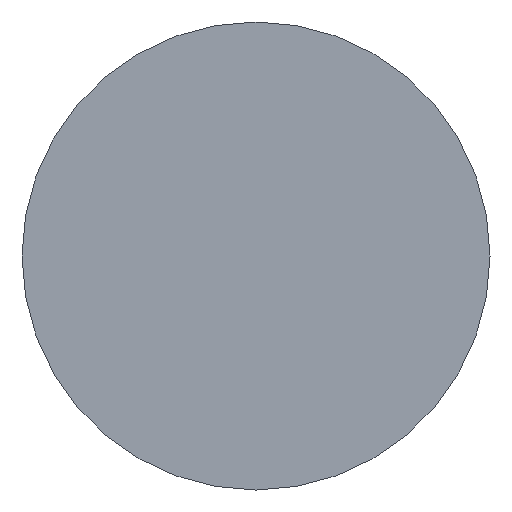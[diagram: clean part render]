
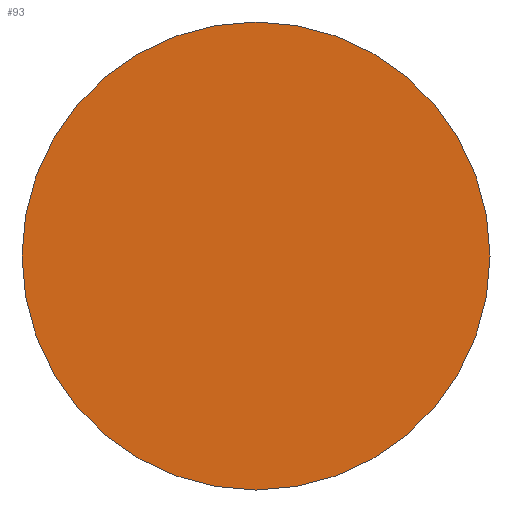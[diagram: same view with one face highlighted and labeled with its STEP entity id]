
A CAD part, front view. The second image highlights one B-rep face of the part: STEP entity #93.
In plain terms, the highlighted planar face has unit normal (0, -1, 0).
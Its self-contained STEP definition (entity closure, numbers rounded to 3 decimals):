
#93=ADVANCED_FACE('',(#229),#230,.T.);
#229=FACE_OUTER_BOUND('',#412,.T.);
#230=PLANE('',#413);
#412=EDGE_LOOP('',(#606,#607));
#413=AXIS2_PLACEMENT_3D('',#608,#609,#610);
#606=ORIENTED_EDGE('',*,*,#1029,.T.);
#607=ORIENTED_EDGE('',*,*,#1016,.T.);
#608=CARTESIAN_POINT('',(0.0,0.0,0.0));
#609=DIRECTION('',(0.0,-1.0,0.0));
#610=DIRECTION('',(-1.0,0.0,0.0));
#1016=EDGE_CURVE('',#1189,#1186,#1190,.T.);
#1029=EDGE_CURVE('',#1186,#1189,#1208,.T.);
#1186=VERTEX_POINT('',#1421);
#1189=VERTEX_POINT('',#1425);
#1190=CIRCLE('',#1426,27.0);
#1208=CIRCLE('',#1447,27.0);
#1421=CARTESIAN_POINT('',(27.0,0.0,0.0));
#1425=CARTESIAN_POINT('',(-27.0,0.0,0.));
#1426=AXIS2_PLACEMENT_3D('',#2081,#2082,#2083);
#1447=AXIS2_PLACEMENT_3D('',#2105,#2106,#2107);
#2081=CARTESIAN_POINT('',(0.0,0.0,0.0));
#2082=DIRECTION('',(0.0,-1.0,0.0));
#2083=DIRECTION('',(1.0,0.0,0.0));
#2105=CARTESIAN_POINT('',(0.0,0.0,0.0));
#2106=DIRECTION('',(0.0,-1.0,0.0));
#2107=DIRECTION('',(1.0,0.0,0.0));
